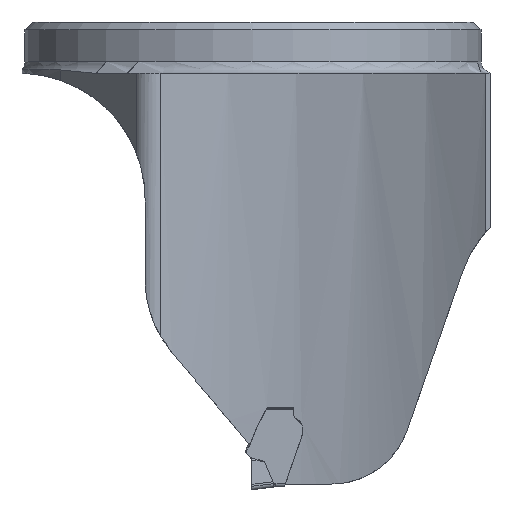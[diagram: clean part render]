
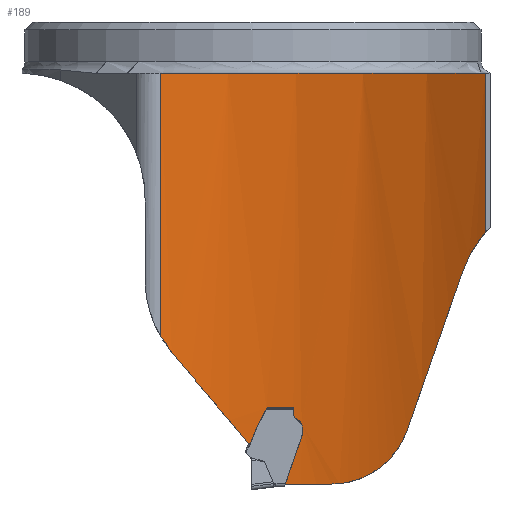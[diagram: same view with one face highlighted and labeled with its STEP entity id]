
A CAD part, left-side view. The second image highlights one B-rep face of the part: STEP entity #189.
In plain terms, the highlighted cylindrical face has radius 35.35 mm (diameter 70.7 mm), a partial arc.
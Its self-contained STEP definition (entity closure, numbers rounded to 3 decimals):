
#189=ADVANCED_FACE('CL_R_SU1',(#288),#261,.F.);
#261=CYLINDRICAL_SURFACE('',#1450,35.35);
#288=FACE_OUTER_BOUND('',#339,.T.);
#339=EDGE_LOOP('',(#578,#579,#580,#581,#582,#583,#584,#585,#586,#587,#588,
#589,#590));
#437=CIRCLE('',#1446,35.35);
#438=CIRCLE('',#1448,35.35);
#471=ELLIPSE('',#1447,54.995,35.35);
#472=ELLIPSE('',#1449,107.128,35.35);
#491=B_SPLINE_CURVE_WITH_KNOTS('',3,(#1954,#1955,#1956,#1957),
 .UNSPECIFIED.,.F.,.F.,(4,4),(0.,1.),.UNSPECIFIED.);
#492=B_SPLINE_CURVE_WITH_KNOTS('',3,(#1966,#1967,#1968,#1969),
 .UNSPECIFIED.,.F.,.F.,(4,4),(0.,1.),.UNSPECIFIED.);
#493=B_SPLINE_CURVE_WITH_KNOTS('',3,(#1973,#1974,#1975,#1976),
 .UNSPECIFIED.,.F.,.F.,(4,4),(0.,1.),.UNSPECIFIED.);
#494=B_SPLINE_CURVE_WITH_KNOTS('',3,(#1978,#1979,#1980,#1981,#1982,#1983,
#1984,#1985,#1986,#1987,#1988,#1989,#1990,#1991,#1992,#1993,#1994,#1995,
#1996),.UNSPECIFIED.,.F.,.F.,(4,3,3,3,3,3,4),(0.,0.366,0.726,
0.889,0.967,0.994,1.),.UNSPECIFIED.);
#495=B_SPLINE_CURVE_WITH_KNOTS('',3,(#1998,#1999,#2000,#2001,#2002,#2003,
#2004),.UNSPECIFIED.,.F.,.F.,(4,3,4),(0.,0.406,1.),
 .UNSPECIFIED.);
#496=B_SPLINE_CURVE_WITH_KNOTS('',3,(#2006,#2007,#2008,#2009,#2010,#2011,
#2012,#2013,#2014,#2015,#2016,#2017,#2018,#2019),.UNSPECIFIED.,.F.,.F.,
(4,2,2,2,2,2,4),(0.,0.125,0.25,0.312,
0.375,0.5,1.),.UNSPECIFIED.);
#497=B_SPLINE_CURVE_WITH_KNOTS('',3,(#2023,#2024,#2025,#2026),
 .UNSPECIFIED.,.F.,.F.,(4,4),(0.,1.),.UNSPECIFIED.);
#578=ORIENTED_EDGE('',*,*,#1079,.F.);
#579=ORIENTED_EDGE('',*,*,#1080,.F.);
#580=ORIENTED_EDGE('',*,*,#1081,.T.);
#581=ORIENTED_EDGE('',*,*,#1082,.F.);
#582=ORIENTED_EDGE('',*,*,#1083,.T.);
#583=ORIENTED_EDGE('',*,*,#1084,.T.);
#584=ORIENTED_EDGE('',*,*,#1085,.T.);
#585=ORIENTED_EDGE('',*,*,#1086,.T.);
#586=ORIENTED_EDGE('',*,*,#1087,.T.);
#587=ORIENTED_EDGE('',*,*,#1088,.T.);
#588=ORIENTED_EDGE('',*,*,#1089,.T.);
#589=ORIENTED_EDGE('',*,*,#1090,.F.);
#590=ORIENTED_EDGE('',*,*,#1091,.F.);
#946=VERTEX_POINT('',#1958);
#947=VERTEX_POINT('',#1959);
#948=VERTEX_POINT('',#1961);
#949=VERTEX_POINT('',#1963);
#950=VERTEX_POINT('',#1965);
#951=VERTEX_POINT('',#1970);
#952=VERTEX_POINT('',#1972);
#953=VERTEX_POINT('',#1977);
#954=VERTEX_POINT('',#1997);
#955=VERTEX_POINT('',#2005);
#956=VERTEX_POINT('',#2020);
#957=VERTEX_POINT('',#2022);
#958=VERTEX_POINT('',#2027);
#1079=EDGE_CURVE('',#946,#947,#491,.T.);
#1080=EDGE_CURVE('',#948,#946,#1252,.T.);
#1081=EDGE_CURVE('',#948,#949,#437,.T.);
#1082=EDGE_CURVE('',#950,#949,#1253,.T.);
#1083=EDGE_CURVE('',#950,#951,#492,.T.);
#1084=EDGE_CURVE('',#951,#952,#471,.T.);
#1085=EDGE_CURVE('',#952,#953,#493,.T.);
#1086=EDGE_CURVE('',#953,#954,#494,.T.);
#1087=EDGE_CURVE('',#954,#955,#495,.T.);
#1088=EDGE_CURVE('',#955,#956,#496,.T.);
#1089=EDGE_CURVE('',#956,#957,#438,.T.);
#1090=EDGE_CURVE('',#958,#957,#497,.T.);
#1091=EDGE_CURVE('',#947,#958,#472,.T.);
#1252=LINE('',#1960,#1306);
#1253=LINE('',#1964,#1307);
#1306=VECTOR('',#1578,1.);
#1307=VECTOR('',#1581,1.);
#1446=AXIS2_PLACEMENT_3D('',#1962,#1579,#1580);
#1447=AXIS2_PLACEMENT_3D('',#1971,#1582,#1583);
#1448=AXIS2_PLACEMENT_3D('',#2021,#1584,#1585);
#1449=AXIS2_PLACEMENT_3D('',#2028,#1586,#1587);
#1450=AXIS2_PLACEMENT_3D('',#2029,#1588,#1589);
#1578=DIRECTION('',(0.,0.,-1.));
#1579=DIRECTION('',(0.,0.,1.));
#1580=DIRECTION('',(-1.,0.,0.));
#1581=DIRECTION('',(0.,0.,1.));
#1582=DIRECTION('',(0.,0.766,-0.643));
#1583=DIRECTION('',(0.,-0.643,-0.766));
#1584=DIRECTION('',(0.,0.,-1.));
#1585=DIRECTION('',(-1.,0.,0.));
#1586=DIRECTION('',(0.,0.944,0.33));
#1587=DIRECTION('',(0.,0.33,-0.944));
#1588=DIRECTION('',(0.,0.,-1.));
#1589=DIRECTION('',(-1.,0.,0.));
#1954=CARTESIAN_POINT('',(-27.685,-20.377,-18.448));
#1955=CARTESIAN_POINT('',(-27.089,-19.538,-19.397));
#1956=CARTESIAN_POINT('',(-26.651,-18.846,-20.538));
#1957=CARTESIAN_POINT('',(-26.373,-18.393,-21.834));
#1958=CARTESIAN_POINT('',(-27.685,-20.377,-18.448));
#1959=CARTESIAN_POINT('',(-26.373,-18.393,-21.834));
#1960=CARTESIAN_POINT('',(-27.685,-20.377,70.76));
#1961=CARTESIAN_POINT('',(-27.685,-20.377,-4.475));
#1962=CARTESIAN_POINT('',(-56.5,0.1,-4.475));
#1963=CARTESIAN_POINT('',(-22.075,8.133,-4.475));
#1964=CARTESIAN_POINT('',(-22.075,8.133,-110.675));
#1965=CARTESIAN_POINT('',(-22.075,8.133,-27.494));
#1966=CARTESIAN_POINT('',(-22.075,8.133,-27.494));
#1967=CARTESIAN_POINT('',(-22.007,7.842,-27.998));
#1968=CARTESIAN_POINT('',(-21.932,7.506,-28.48));
#1969=CARTESIAN_POINT('',(-21.856,7.128,-28.93));
#1970=CARTESIAN_POINT('',(-21.856,7.128,-28.93));
#1971=CARTESIAN_POINT('',(-56.5,0.1,-37.306));
#1972=CARTESIAN_POINT('',(-21.151,0.397,-36.951));
#1973=CARTESIAN_POINT('',(-21.151,0.397,-36.951));
#1974=CARTESIAN_POINT('',(-21.151,0.338,-36.944));
#1975=CARTESIAN_POINT('',(-21.15,0.279,-36.937));
#1976=CARTESIAN_POINT('',(-21.15,0.22,-36.929));
#1977=CARTESIAN_POINT('',(-21.15,0.22,-36.929));
#1978=CARTESIAN_POINT('',(-21.15,0.22,-36.929));
#1979=CARTESIAN_POINT('',(-21.15,0.072,-36.541));
#1980=CARTESIAN_POINT('',(-21.15,-0.077,-36.153));
#1981=CARTESIAN_POINT('',(-21.151,-0.225,-35.765));
#1982=CARTESIAN_POINT('',(-21.153,-0.371,-35.384));
#1983=CARTESIAN_POINT('',(-21.156,-0.559,-35.019));
#1984=CARTESIAN_POINT('',(-21.16,-0.759,-34.664));
#1985=CARTESIAN_POINT('',(-21.163,-0.85,-34.502));
#1986=CARTESIAN_POINT('',(-21.165,-0.942,-34.34));
#1987=CARTESIAN_POINT('',(-21.168,-1.033,-34.179));
#1988=CARTESIAN_POINT('',(-21.17,-1.075,-34.102));
#1989=CARTESIAN_POINT('',(-21.171,-1.131,-34.03));
#1990=CARTESIAN_POINT('',(-21.172,-1.153,-33.945));
#1991=CARTESIAN_POINT('',(-21.173,-1.161,-33.915));
#1992=CARTESIAN_POINT('',(-21.173,-1.165,-33.883));
#1993=CARTESIAN_POINT('',(-21.173,-1.163,-33.852));
#1994=CARTESIAN_POINT('',(-21.173,-1.162,-33.845));
#1995=CARTESIAN_POINT('',(-21.173,-1.161,-33.838));
#1996=CARTESIAN_POINT('',(-21.172,-1.16,-33.831));
#1997=CARTESIAN_POINT('',(-21.172,-1.16,-33.831));
#1998=CARTESIAN_POINT('',(-21.172,-1.16,-33.831));
#1999=CARTESIAN_POINT('',(-21.184,-1.483,-33.828));
#2000=CARTESIAN_POINT('',(-21.2,-1.805,-33.823));
#2001=CARTESIAN_POINT('',(-21.22,-2.127,-33.817));
#2002=CARTESIAN_POINT('',(-21.25,-2.599,-33.809));
#2003=CARTESIAN_POINT('',(-21.289,-3.07,-33.797));
#2004=CARTESIAN_POINT('',(-21.338,-3.54,-33.783));
#2005=CARTESIAN_POINT('',(-21.338,-3.54,-33.783));
#2006=CARTESIAN_POINT('',(-21.338,-3.54,-33.783));
#2007=CARTESIAN_POINT('',(-21.338,-3.54,-34.081));
#2008=CARTESIAN_POINT('',(-21.331,-3.473,-34.411));
#2009=CARTESIAN_POINT('',(-21.371,-3.847,-34.905));
#2010=CARTESIAN_POINT('',(-21.415,-4.22,-34.995));
#2011=CARTESIAN_POINT('',(-21.428,-4.322,-35.44));
#2012=CARTESIAN_POINT('',(-21.425,-4.3,-35.599));
#2013=CARTESIAN_POINT('',(-21.425,-4.3,-35.907));
#2014=CARTESIAN_POINT('',(-21.427,-4.318,-36.062));
#2015=CARTESIAN_POINT('',(-21.422,-4.274,-36.524));
#2016=CARTESIAN_POINT('',(-21.402,-4.117,-36.791));
#2017=CARTESIAN_POINT('',(-21.344,-3.622,-38.217));
#2018=CARTESIAN_POINT('',(-21.305,-3.226,-39.358));
#2019=CARTESIAN_POINT('',(-21.272,-2.831,-40.5));
#2020=CARTESIAN_POINT('',(-21.272,-2.831,-40.5));
#2021=CARTESIAN_POINT('',(-56.5,0.1,-40.5));
#2022=CARTESIAN_POINT('',(-21.85,-6.9,-40.5));
#2023=CARTESIAN_POINT('',(-23.874,-13.508,-35.81));
#2024=CARTESIAN_POINT('',(-23.467,-12.531,-38.604));
#2025=CARTESIAN_POINT('',(-22.441,-9.826,-40.5));
#2026=CARTESIAN_POINT('',(-21.85,-6.9,-40.5));
#2027=CARTESIAN_POINT('',(-23.874,-13.508,-35.81));
#2028=CARTESIAN_POINT('',(-56.5,0.1,-74.739));
#2029=CARTESIAN_POINT('',(-56.5,0.1,70.76));
